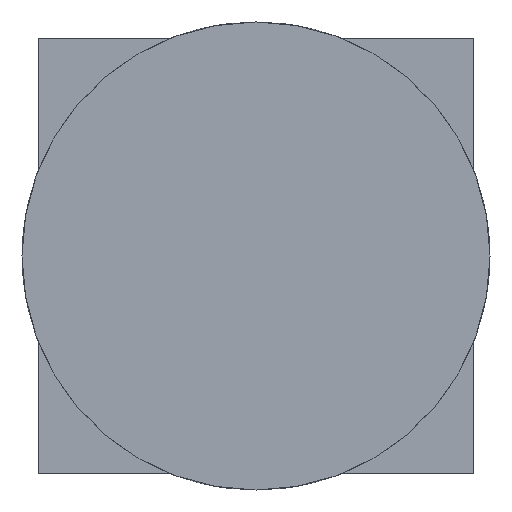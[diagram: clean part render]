
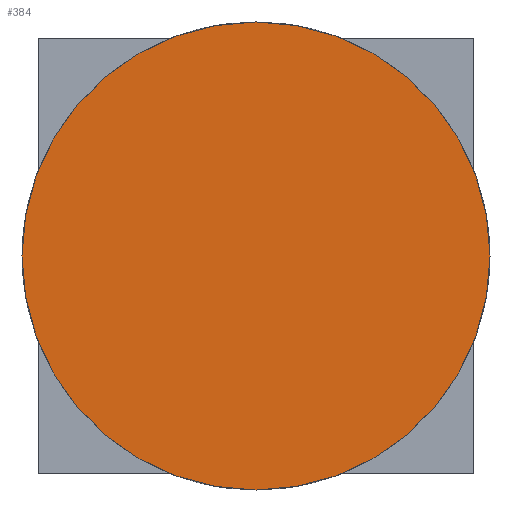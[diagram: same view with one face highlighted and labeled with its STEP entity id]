
A CAD part, left-side view. The second image highlights one B-rep face of the part: STEP entity #384.
In plain terms, the highlighted planar face has unit normal (-1, 0, 0).
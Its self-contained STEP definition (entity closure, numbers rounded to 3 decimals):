
#7 = EDGE_CURVE ( 'NONE', #627, #517, #682, .T. ) ;
#35 = FACE_OUTER_BOUND ( 'NONE', #73, .T. ) ;
#55 = DIRECTION ( 'NONE',  ( 0., 0., 1. ) ) ;
#73 = EDGE_LOOP ( 'NONE', ( #276, #281 ) ) ;
#80 = PLANE ( 'NONE',  #439 ) ;
#94 = CARTESIAN_POINT ( 'NONE',  ( -30., 0., 0. ) ) ;
#200 = AXIS2_PLACEMENT_3D ( 'NONE', #205, #364, #665 ) ;
#202 = DIRECTION ( 'NONE',  ( -1., 0., 0. ) ) ;
#205 = CARTESIAN_POINT ( 'NONE',  ( -30., 0., 0. ) ) ;
#216 = DIRECTION ( 'NONE',  ( -1., 0., 0. ) ) ;
#276 = ORIENTED_EDGE ( 'NONE', *, *, #7, .T. ) ;
#281 = ORIENTED_EDGE ( 'NONE', *, *, #392, .T. ) ;
#295 = DIRECTION ( 'NONE',  ( 0., 0., 1. ) ) ;
#355 = CIRCLE ( 'NONE', #200, 7. ) ;
#364 = DIRECTION ( 'NONE',  ( -1., 0., 0. ) ) ;
#377 = CARTESIAN_POINT ( 'NONE',  ( -30., 0., 0. ) ) ;
#384 = ADVANCED_FACE ( 'NONE', ( #35 ), #80, .T. ) ;
#392 = EDGE_CURVE ( 'NONE', #517, #627, #355, .T. ) ;
#439 = AXIS2_PLACEMENT_3D ( 'NONE', #94, #202, #295 ) ;
#517 = VERTEX_POINT ( 'NONE', #569 ) ;
#569 = CARTESIAN_POINT ( 'NONE',  ( -30., 0., 7. ) ) ;
#585 = CARTESIAN_POINT ( 'NONE',  ( -30., 0., -7. ) ) ;
#596 = AXIS2_PLACEMENT_3D ( 'NONE', #377, #216, #55 ) ;
#627 = VERTEX_POINT ( 'NONE', #585 ) ;
#665 = DIRECTION ( 'NONE',  ( 0., 0., 1. ) ) ;
#682 = CIRCLE ( 'NONE', #596, 7. ) ;
